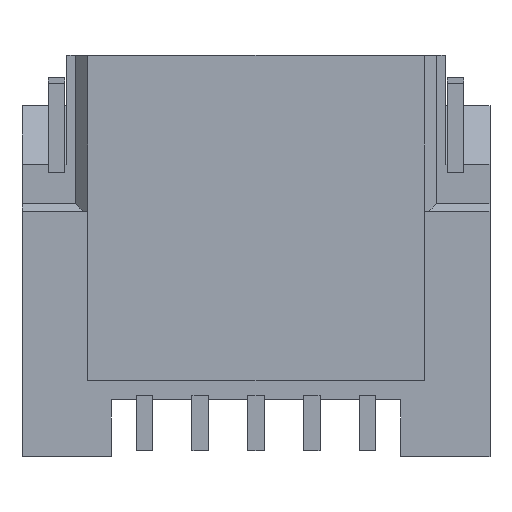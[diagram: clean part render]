
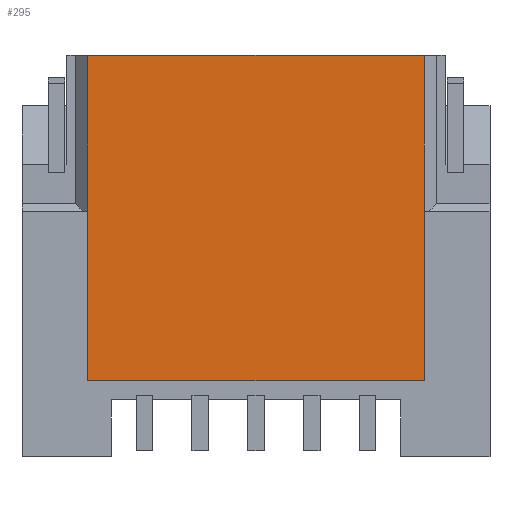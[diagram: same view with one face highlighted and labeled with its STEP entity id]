
A CAD part, front view. The second image highlights one B-rep face of the part: STEP entity #295.
In plain terms, the highlighted planar face has unit normal (0, -1, 0).
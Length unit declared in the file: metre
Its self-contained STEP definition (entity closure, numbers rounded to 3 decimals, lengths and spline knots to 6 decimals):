
#295 = ADVANCED_FACE( '', ( #879 ), #880, .T. );
#879 = FACE_OUTER_BOUND( '', #1519, .T. );
#880 = PLANE( '', #1520 );
#1519 = EDGE_LOOP( '', ( #3802, #3803, #3804, #3805, #3806, #3807 ) );
#1520 = AXIS2_PLACEMENT_3D( '', #3808, #3809, #3810 );
#3802 = ORIENTED_EDGE( '', *, *, #4378, .F. );
#3803 = ORIENTED_EDGE( '', *, *, #4563, .F. );
#3804 = ORIENTED_EDGE( '', *, *, #5035, .T. );
#3805 = ORIENTED_EDGE( '', *, *, #4721, .F. );
#3806 = ORIENTED_EDGE( '', *, *, #4555, .F. );
#3807 = ORIENTED_EDGE( '', *, *, #5064, .T. );
#3808 = CARTESIAN_POINT( '', ( -0.0021, 0., 0. ) );
#3809 = DIRECTION( '', ( 0., -1., 0. ) );
#3810 = DIRECTION( '', ( 0., 0., -1. ) );
#4378 = EDGE_CURVE( '', #5339, #5332, #5341, .T. );
#4555 = EDGE_CURVE( '', #5673, #5668, #5675, .T. );
#4563 = EDGE_CURVE( '', #5687, #5339, #5689, .T. );
#4721 = EDGE_CURVE( '', #5668, #5975, #5977, .T. );
#5035 = EDGE_CURVE( '', #5687, #5975, #6446, .T. );
#5064 = EDGE_CURVE( '', #5673, #5332, #6483, .T. );
#5332 = VERTEX_POINT( '', #6868 );
#5339 = VERTEX_POINT( '', #6878 );
#5341 = LINE( '', #6881, #6882 );
#5668 = VERTEX_POINT( '', #7370 );
#5673 = VERTEX_POINT( '', #7377 );
#5675 = LINE( '', #7380, #7381 );
#5687 = VERTEX_POINT( '', #7399 );
#5689 = LINE( '', #7402, #7403 );
#5975 = VERTEX_POINT( '', #7838 );
#5977 = LINE( '', #7841, #7842 );
#6446 = LINE( '', #8603, #8604 );
#6483 = LINE( '', #8664, #8665 );
#6868 = CARTESIAN_POINT( '', ( 0.00151, 0., -0.0014 ) );
#6878 = CARTESIAN_POINT( '', ( 0.00151, 0., 0. ) );
#6881 = CARTESIAN_POINT( '', ( 0.00151, 0., 0. ) );
#6882 = VECTOR( '', #8915, 1. );
#7370 = CARTESIAN_POINT( '', ( -0.00151, 0., -0.00292 ) );
#7377 = CARTESIAN_POINT( '', ( 0.00151, 0., -0.00292 ) );
#7380 = CARTESIAN_POINT( '', ( 0.00151, 0., -0.00292 ) );
#7381 = VECTOR( '', #9116, 1. );
#7399 = CARTESIAN_POINT( '', ( -0.00151, 0., 0. ) );
#7402 = CARTESIAN_POINT( '', ( -0.00151, 0., 0. ) );
#7403 = VECTOR( '', #9124, 1. );
#7838 = CARTESIAN_POINT( '', ( -0.00151, 0., -0.0014 ) );
#7841 = CARTESIAN_POINT( '', ( -0.00151, 0., -0.00292 ) );
#7842 = VECTOR( '', #9296, 1. );
#8603 = CARTESIAN_POINT( '', ( -0.00151, 0., 0. ) );
#8604 = VECTOR( '', #9652, 1. );
#8664 = CARTESIAN_POINT( '', ( 0.00151, 0., -0.00292 ) );
#8665 = VECTOR( '', #9691, 1. );
#8915 = DIRECTION( '', ( 0., 0., -1. ) );
#9116 = DIRECTION( '', ( -1., 0., 0. ) );
#9124 = DIRECTION( '', ( 1., 0., 0. ) );
#9296 = DIRECTION( '', ( 0., 0., 1. ) );
#9652 = DIRECTION( '', ( 0., 0., -1. ) );
#9691 = DIRECTION( '', ( 0., 0., 1. ) );
